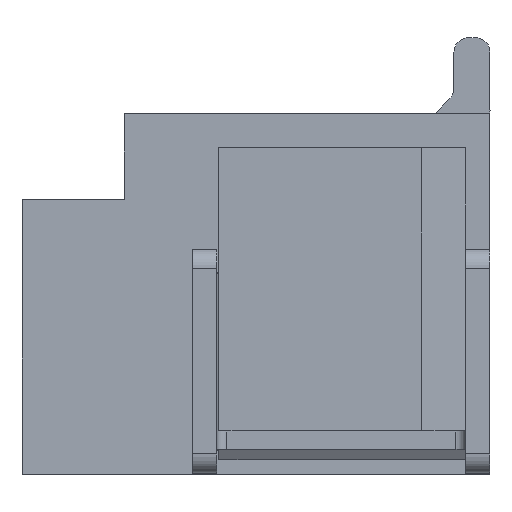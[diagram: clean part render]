
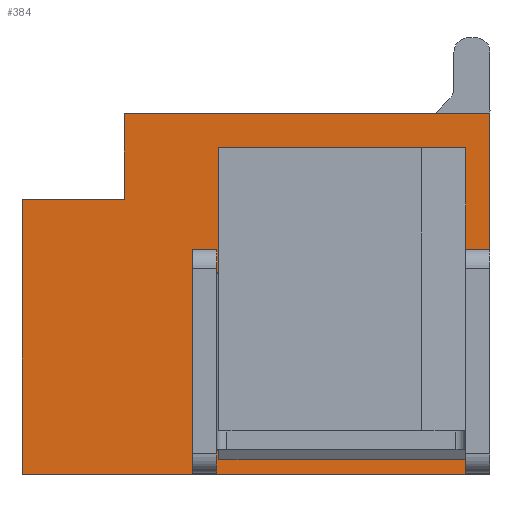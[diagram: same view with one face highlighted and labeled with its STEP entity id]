
A CAD part, left-side view. The second image highlights one B-rep face of the part: STEP entity #384.
In plain terms, the highlighted planar face has unit normal (-1, 0, 0).
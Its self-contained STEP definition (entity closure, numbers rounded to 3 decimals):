
#368=FACE_BOUND('',#1387,.T.);
#384=ADVANCED_FACE('',(#368,#1018),#753,.F.);
#753=PLANE('',#7564);
#1018=FACE_OUTER_BOUND('',#1388,.T.);
#1387=EDGE_LOOP('',(#1824,#1825,#1826,#1827));
#1388=EDGE_LOOP('',(#1828,#1829,#1830,#1831,#1832,#1833));
#1824=ORIENTED_EDGE('',*,*,#4762,.T.);
#1825=ORIENTED_EDGE('',*,*,#4763,.T.);
#1826=ORIENTED_EDGE('',*,*,#4764,.T.);
#1827=ORIENTED_EDGE('',*,*,#4765,.T.);
#1828=ORIENTED_EDGE('',*,*,#4766,.F.);
#1829=ORIENTED_EDGE('',*,*,#4767,.F.);
#1830=ORIENTED_EDGE('',*,*,#4738,.F.);
#1831=ORIENTED_EDGE('',*,*,#4768,.T.);
#1832=ORIENTED_EDGE('',*,*,#4769,.F.);
#1833=ORIENTED_EDGE('',*,*,#4770,.F.);
#4010=VERTEX_POINT('',#10235);
#4011=VERTEX_POINT('',#10237);
#4034=VERTEX_POINT('',#10286);
#4035=VERTEX_POINT('',#10287);
#4036=VERTEX_POINT('',#10289);
#4037=VERTEX_POINT('',#10291);
#4038=VERTEX_POINT('',#10294);
#4039=VERTEX_POINT('',#10295);
#4040=VERTEX_POINT('',#10298);
#4041=VERTEX_POINT('',#10300);
#4738=EDGE_CURVE('',#4010,#4011,#5843,.T.);
#4762=EDGE_CURVE('',#4034,#4035,#5867,.T.);
#4763=EDGE_CURVE('',#4035,#4036,#5868,.T.);
#4764=EDGE_CURVE('',#4036,#4037,#5869,.T.);
#4765=EDGE_CURVE('',#4037,#4034,#5870,.T.);
#4766=EDGE_CURVE('',#4038,#4039,#5871,.T.);
#4767=EDGE_CURVE('',#4011,#4038,#5872,.T.);
#4768=EDGE_CURVE('',#4010,#4040,#5873,.T.);
#4769=EDGE_CURVE('',#4041,#4040,#5874,.T.);
#4770=EDGE_CURVE('',#4039,#4041,#5875,.T.);
#5843=LINE('',#10236,#6718);
#5867=LINE('',#10285,#6742);
#5868=LINE('',#10288,#6743);
#5869=LINE('',#10290,#6744);
#5870=LINE('',#10292,#6745);
#5871=LINE('',#10293,#6746);
#5872=LINE('',#10296,#6747);
#5873=LINE('',#10297,#6748);
#5874=LINE('',#10299,#6749);
#5875=LINE('',#10301,#6750);
#6718=VECTOR('',#8173,1.);
#6742=VECTOR('',#8201,1.);
#6743=VECTOR('',#8202,1.);
#6744=VECTOR('',#8203,1.);
#6745=VECTOR('',#8204,1.);
#6746=VECTOR('',#8205,1.);
#6747=VECTOR('',#8206,1.);
#6748=VECTOR('',#8207,1.);
#6749=VECTOR('',#8208,1.);
#6750=VECTOR('',#8209,1.);
#7564=AXIS2_PLACEMENT_3D('',#10302,#8210,#8211);
#8173=DIRECTION('',(0.,1.,0.));
#8201=DIRECTION('',(0.,0.,1.));
#8202=DIRECTION('',(0.,-1.,0.));
#8203=DIRECTION('',(0.,0.,-1.));
#8204=DIRECTION('',(0.,1.,0.));
#8205=DIRECTION('',(0.,-1.,0.));
#8206=DIRECTION('',(0.,0.,1.));
#8207=DIRECTION('',(0.,0.,1.));
#8208=DIRECTION('',(0.,-1.,0.));
#8209=DIRECTION('',(0.,0.,1.));
#8210=DIRECTION('',(1.,0.,0.));
#8211=DIRECTION('',(0.,0.,-1.));
#10235=CARTESIAN_POINT('',(1.575,0.,-3.7));
#10236=CARTESIAN_POINT('',(1.575,0.,-3.7));
#10237=CARTESIAN_POINT('',(1.575,4.8,-3.7));
#10285=CARTESIAN_POINT('',(1.575,2.78,-3.55));
#10286=CARTESIAN_POINT('',(1.575,2.78,-3.55));
#10287=CARTESIAN_POINT('',(1.575,2.78,-0.35));
#10288=CARTESIAN_POINT('',(1.575,2.78,-0.35));
#10289=CARTESIAN_POINT('',(1.575,0.25,-0.35));
#10290=CARTESIAN_POINT('',(1.575,0.25,-0.35));
#10291=CARTESIAN_POINT('',(1.575,0.25,-3.55));
#10292=CARTESIAN_POINT('',(1.575,0.25,-3.55));
#10293=CARTESIAN_POINT('',(1.575,4.75,-0.88));
#10294=CARTESIAN_POINT('',(1.575,4.8,-0.88));
#10295=CARTESIAN_POINT('',(1.575,3.75,-0.88));
#10296=CARTESIAN_POINT('',(1.575,4.8,-3.7));
#10297=CARTESIAN_POINT('',(1.575,0.,-3.7));
#10298=CARTESIAN_POINT('',(1.575,0.,0.));
#10299=CARTESIAN_POINT('',(1.575,3.75,0.));
#10300=CARTESIAN_POINT('',(1.575,3.75,0.));
#10301=CARTESIAN_POINT('',(1.575,3.75,-0.88));
#10302=CARTESIAN_POINT('',(1.575,2.375,-1.85));
